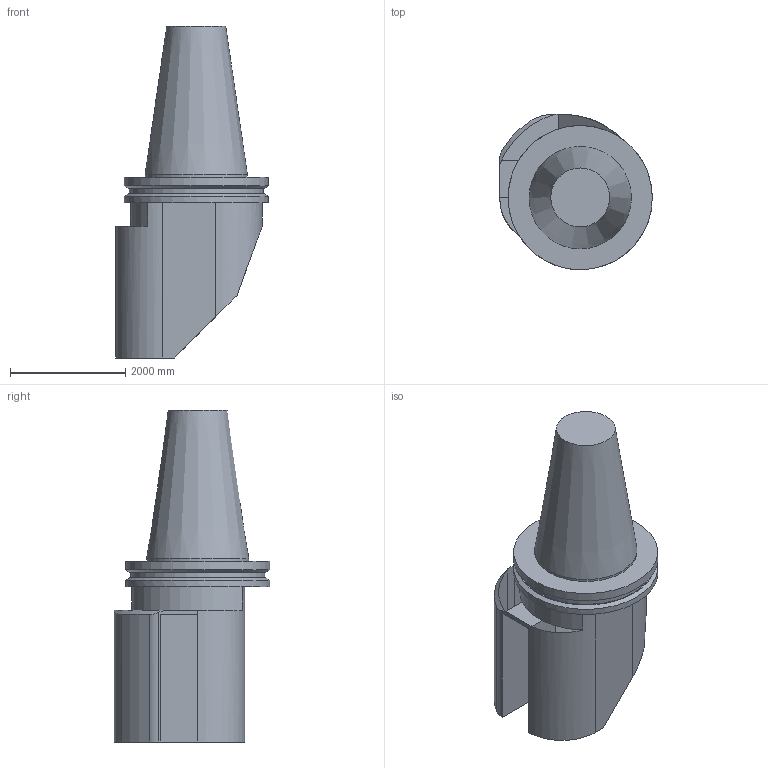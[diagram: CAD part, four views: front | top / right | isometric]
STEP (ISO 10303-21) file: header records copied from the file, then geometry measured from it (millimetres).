
FILE_DESCRIPTION((''),'1');
FILE_NAME('BCV50Y-180-BH1.000L-5.stp','2018-03-14T06:32:39',(''),(''),'Spatial Interop R21 SP3','Kubotek KeyCreator 2011 V10.0.2 (22737)',' ');
FILE_SCHEMA(('automotive_design'));
Length unit declared in the file: inch
Products named in the file (1): Unnamed[1]
Bounding box: 2647 x 2697.8 x 5755.64 mm (x, y, z)
Volume: 15736878093.5 mm3; surface area: 46869789.9 mm2
Topology: 1 solids, 1 shells, 31 faces, 71 edges, 46 vertices
Faces by surface type: plane 16, cylinder 11, cone 4
Full cylindrical faces by diameter (mm): 1774.19 x1, 2318.766 x1, 2499.995 x2
Entity records: 1572 total; most frequent: CARTESIAN_POINT 170, DIRECTION 151, PRESENTATION_STYLE_ASSIGNMENT 127, COLOUR_RGB 127, ORIENTED_EDGE 126, STYLED_ITEM 95, CURVE_STYLE 95, DRAUGHTING_PRE_DEFINED_CURVE_FONT 95
